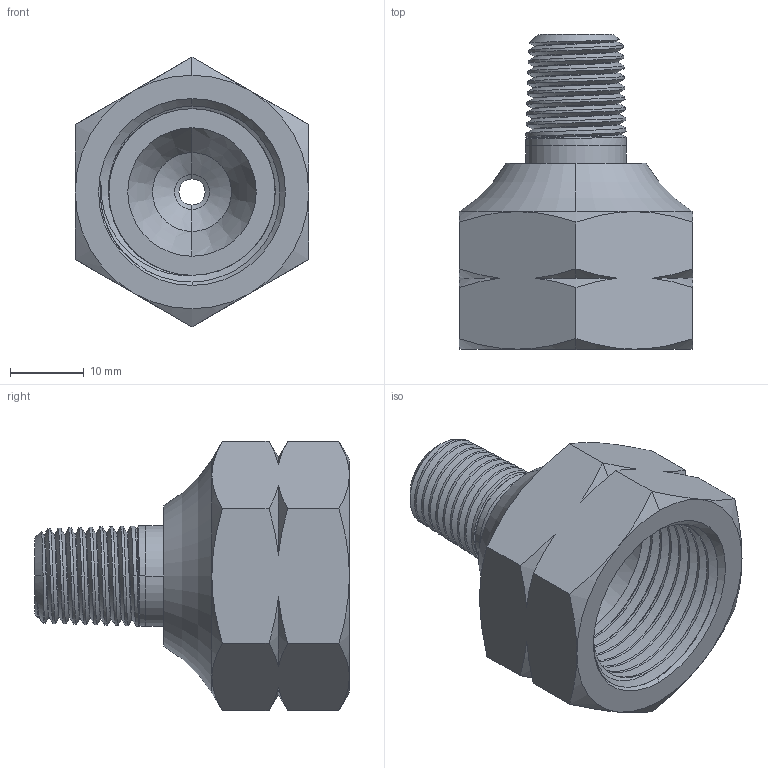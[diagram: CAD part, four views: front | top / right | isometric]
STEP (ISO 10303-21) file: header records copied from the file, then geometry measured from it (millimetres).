
FILE_DESCRIPTION (( 'STEP AP203' ), '1' );
FILE_NAME ('AD-590FBR-4MNPT.step', '2025-11-05T13:59:17', ( '' ), ( '' ), 'SwSTEP 2.0', 'SolidWorks 2018', '' );
FILE_SCHEMA (( 'CONFIG_CONTROL_DESIGN' ));
Length unit declared in the file: inch
Products named in the file (1): AD-590FBR-4MNPT
Bounding box: 31.75 x 42.8 x 36.66 mm (x, y, z)
Volume: 12553.5 mm3; surface area: 7386.3 mm2
Topology: 1 solids, 1 shells, 230 faces, 607 edges, 395 vertices
Faces by surface type: bspline 76, plane 68, cone 60, cylinder 24, torus 2
Entity records: 18322 total; most frequent: CARTESIAN_POINT 13276, ORIENTED_EDGE 1214, DIRECTION 698, EDGE_CURVE 607, VERTEX_POINT 395, B_SPLINE_CURVE_WITH_KNOTS 276, LINE 274, VECTOR 274
